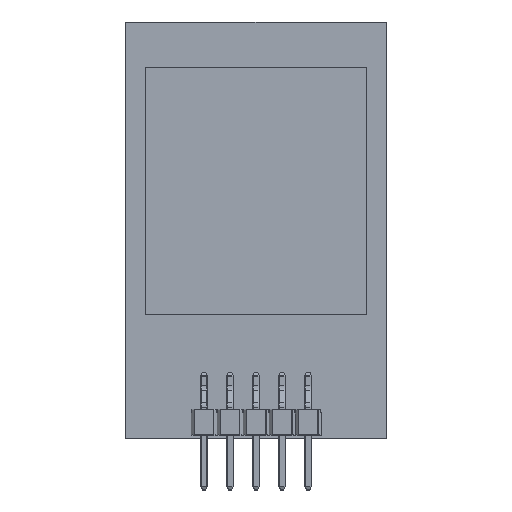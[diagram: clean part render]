
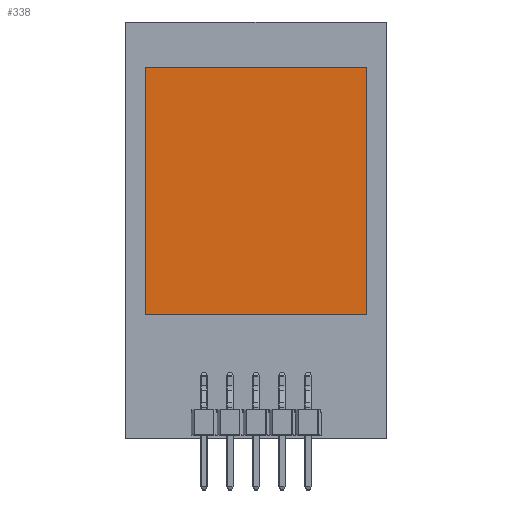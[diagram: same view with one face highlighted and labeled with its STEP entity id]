
A CAD part, top view. The second image highlights one B-rep face of the part: STEP entity #338.
In plain terms, the highlighted free-form (B-spline) face has degree [1, 1] with [2, 2] control points.
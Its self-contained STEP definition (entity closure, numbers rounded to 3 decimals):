
#60 = VERTEX_POINT('',#61);
#61 = CARTESIAN_POINT('',(0.,0.,1.));
#67 = B_SPLINE_SURFACE_WITH_KNOTS('',1,1,(
    (#68,#69)
    ,(#70,#71)),.UNSPECIFIED.,.F.,.F.,.F.,(2,2),(2,2),(0.,1.),(-19.,0.),
  .PIECEWISE_BEZIER_KNOTS.);
#68 = CARTESIAN_POINT('',(0.,19.,0.));
#69 = CARTESIAN_POINT('',(0.,0.,0.));
#70 = CARTESIAN_POINT('',(0.,19.,1.));
#71 = CARTESIAN_POINT('',(0.,0.,1.));
#78 = B_SPLINE_SURFACE_WITH_KNOTS('',1,1,(
    (#79,#80)
    ,(#81,#82)),.UNSPECIFIED.,.F.,.F.,.F.,(2,2),(2,2),(0.,1.),(0.,17.),
  .PIECEWISE_BEZIER_KNOTS.);
#79 = CARTESIAN_POINT('',(0.,0.,0.));
#80 = CARTESIAN_POINT('',(17.,0.,0.));
#81 = CARTESIAN_POINT('',(0.,0.,1.));
#82 = CARTESIAN_POINT('',(17.,0.,1.));
#115 = VERTEX_POINT('',#116);
#116 = CARTESIAN_POINT('',(0.,19.,1.));
#128 = B_SPLINE_SURFACE_WITH_KNOTS('',1,1,(
    (#129,#130)
    ,(#131,#132
  )),.UNSPECIFIED.,.F.,.F.,.F.,(2,2),(2,2),(0.,1.),(0.,17.),
  .PIECEWISE_BEZIER_KNOTS.);
#129 = CARTESIAN_POINT('',(0.,19.,0.));
#130 = CARTESIAN_POINT('',(17.,19.,0.));
#131 = CARTESIAN_POINT('',(0.,19.,1.));
#132 = CARTESIAN_POINT('',(17.,19.,1.));
#139 = EDGE_CURVE('',#60,#115,#140,.T.);
#140 = SURFACE_CURVE('',#141,(#144,#150),.PCURVE_S1.);
#141 = B_SPLINE_CURVE_WITH_KNOTS('',1,(#142,#143),.UNSPECIFIED.,.F.,.F.,
  (2,2),(0.,19.),.PIECEWISE_BEZIER_KNOTS.);
#142 = CARTESIAN_POINT('',(0.,0.,1.));
#143 = CARTESIAN_POINT('',(0.,19.,1.));
#144 = PCURVE('',#67,#145);
#145 = DEFINITIONAL_REPRESENTATION('',(#146),#149);
#146 = B_SPLINE_CURVE_WITH_KNOTS('',1,(#147,#148),.UNSPECIFIED.,.F.,.F.,
  (2,2),(0.,19.),.PIECEWISE_BEZIER_KNOTS.);
#147 = CARTESIAN_POINT('',(1.,0.));
#148 = CARTESIAN_POINT('',(1.,-19.));
#149 = ( GEOMETRIC_REPRESENTATION_CONTEXT(2) 
PARAMETRIC_REPRESENTATION_CONTEXT() REPRESENTATION_CONTEXT('2D SPACE',''
  ) );
#150 = PCURVE('',#151,#156);
#151 = B_SPLINE_SURFACE_WITH_KNOTS('',1,1,(
    (#152,#153)
    ,(#154,#155
    )),.UNSPECIFIED.,.F.,.F.,.F.,(2,2),(2,2),(0.,17.),(0.,19.),
  .PIECEWISE_BEZIER_KNOTS.);
#152 = CARTESIAN_POINT('',(0.,0.,1.));
#153 = CARTESIAN_POINT('',(0.,19.,1.));
#154 = CARTESIAN_POINT('',(17.,0.,1.));
#155 = CARTESIAN_POINT('',(17.,19.,1.));
#156 = DEFINITIONAL_REPRESENTATION('',(#157),#160);
#157 = B_SPLINE_CURVE_WITH_KNOTS('',1,(#158,#159),.UNSPECIFIED.,.F.,.F.,
  (2,2),(0.,19.),.PIECEWISE_BEZIER_KNOTS.);
#158 = CARTESIAN_POINT('',(0.,0.));
#159 = CARTESIAN_POINT('',(0.,19.));
#160 = ( GEOMETRIC_REPRESENTATION_CONTEXT(2) 
PARAMETRIC_REPRESENTATION_CONTEXT() REPRESENTATION_CONTEXT('2D SPACE',''
  ) );
#168 = VERTEX_POINT('',#169);
#169 = CARTESIAN_POINT('',(17.,0.,1.));
#175 = B_SPLINE_SURFACE_WITH_KNOTS('',1,1,(
    (#176,#177)
    ,(#178,#179
    )),.UNSPECIFIED.,.F.,.F.,.F.,(2,2),(2,2),(0.,1.),(-19.,0.),
  .PIECEWISE_BEZIER_KNOTS.);
#176 = CARTESIAN_POINT('',(17.,19.,0.));
#177 = CARTESIAN_POINT('',(17.,0.,0.));
#178 = CARTESIAN_POINT('',(17.,19.,1.));
#179 = CARTESIAN_POINT('',(17.,0.,1.));
#213 = VERTEX_POINT('',#214);
#214 = CARTESIAN_POINT('',(17.,19.,1.));
#232 = EDGE_CURVE('',#168,#213,#233,.T.);
#233 = SURFACE_CURVE('',#234,(#237,#243),.PCURVE_S1.);
#234 = B_SPLINE_CURVE_WITH_KNOTS('',1,(#235,#236),.UNSPECIFIED.,.F.,.F.,
  (2,2),(0.,19.),.PIECEWISE_BEZIER_KNOTS.);
#235 = CARTESIAN_POINT('',(17.,0.,1.));
#236 = CARTESIAN_POINT('',(17.,19.,1.));
#237 = PCURVE('',#175,#238);
#238 = DEFINITIONAL_REPRESENTATION('',(#239),#242);
#239 = B_SPLINE_CURVE_WITH_KNOTS('',1,(#240,#241),.UNSPECIFIED.,.F.,.F.,
  (2,2),(0.,19.),.PIECEWISE_BEZIER_KNOTS.);
#240 = CARTESIAN_POINT('',(1.,0.));
#241 = CARTESIAN_POINT('',(1.,-19.));
#242 = ( GEOMETRIC_REPRESENTATION_CONTEXT(2) 
PARAMETRIC_REPRESENTATION_CONTEXT() REPRESENTATION_CONTEXT('2D SPACE',''
  ) );
#243 = PCURVE('',#151,#244);
#244 = DEFINITIONAL_REPRESENTATION('',(#245),#248);
#245 = B_SPLINE_CURVE_WITH_KNOTS('',1,(#246,#247),.UNSPECIFIED.,.F.,.F.,
  (2,2),(0.,19.),.PIECEWISE_BEZIER_KNOTS.);
#246 = CARTESIAN_POINT('',(17.,0.));
#247 = CARTESIAN_POINT('',(17.,19.));
#248 = ( GEOMETRIC_REPRESENTATION_CONTEXT(2) 
PARAMETRIC_REPRESENTATION_CONTEXT() REPRESENTATION_CONTEXT('2D SPACE',''
  ) );
#272 = EDGE_CURVE('',#60,#168,#273,.T.);
#273 = SURFACE_CURVE('',#274,(#277,#283),.PCURVE_S1.);
#274 = B_SPLINE_CURVE_WITH_KNOTS('',1,(#275,#276),.UNSPECIFIED.,.F.,.F.,
  (2,2),(0.,17.),.PIECEWISE_BEZIER_KNOTS.);
#275 = CARTESIAN_POINT('',(0.,0.,1.));
#276 = CARTESIAN_POINT('',(17.,0.,1.));
#277 = PCURVE('',#78,#278);
#278 = DEFINITIONAL_REPRESENTATION('',(#279),#282);
#279 = B_SPLINE_CURVE_WITH_KNOTS('',1,(#280,#281),.UNSPECIFIED.,.F.,.F.,
  (2,2),(0.,17.),.PIECEWISE_BEZIER_KNOTS.);
#280 = CARTESIAN_POINT('',(1.,0.));
#281 = CARTESIAN_POINT('',(1.,17.));
#282 = ( GEOMETRIC_REPRESENTATION_CONTEXT(2) 
PARAMETRIC_REPRESENTATION_CONTEXT() REPRESENTATION_CONTEXT('2D SPACE',''
  ) );
#283 = PCURVE('',#151,#284);
#284 = DEFINITIONAL_REPRESENTATION('',(#285),#288);
#285 = B_SPLINE_CURVE_WITH_KNOTS('',1,(#286,#287),.UNSPECIFIED.,.F.,.F.,
  (2,2),(0.,17.),.PIECEWISE_BEZIER_KNOTS.);
#286 = CARTESIAN_POINT('',(0.,0.));
#287 = CARTESIAN_POINT('',(17.,0.));
#288 = ( GEOMETRIC_REPRESENTATION_CONTEXT(2) 
PARAMETRIC_REPRESENTATION_CONTEXT() REPRESENTATION_CONTEXT('2D SPACE',''
  ) );
#313 = EDGE_CURVE('',#115,#213,#314,.T.);
#314 = SURFACE_CURVE('',#315,(#318,#324),.PCURVE_S1.);
#315 = B_SPLINE_CURVE_WITH_KNOTS('',1,(#316,#317),.UNSPECIFIED.,.F.,.F.,
  (2,2),(0.,17.),.PIECEWISE_BEZIER_KNOTS.);
#316 = CARTESIAN_POINT('',(0.,19.,1.));
#317 = CARTESIAN_POINT('',(17.,19.,1.));
#318 = PCURVE('',#128,#319);
#319 = DEFINITIONAL_REPRESENTATION('',(#320),#323);
#320 = B_SPLINE_CURVE_WITH_KNOTS('',1,(#321,#322),.UNSPECIFIED.,.F.,.F.,
  (2,2),(0.,17.),.PIECEWISE_BEZIER_KNOTS.);
#321 = CARTESIAN_POINT('',(1.,0.));
#322 = CARTESIAN_POINT('',(1.,17.));
#323 = ( GEOMETRIC_REPRESENTATION_CONTEXT(2) 
PARAMETRIC_REPRESENTATION_CONTEXT() REPRESENTATION_CONTEXT('2D SPACE',''
  ) );
#324 = PCURVE('',#151,#325);
#325 = DEFINITIONAL_REPRESENTATION('',(#326),#329);
#326 = B_SPLINE_CURVE_WITH_KNOTS('',1,(#327,#328),.UNSPECIFIED.,.F.,.F.,
  (2,2),(0.,17.),.PIECEWISE_BEZIER_KNOTS.);
#327 = CARTESIAN_POINT('',(0.,19.));
#328 = CARTESIAN_POINT('',(17.,19.));
#329 = ( GEOMETRIC_REPRESENTATION_CONTEXT(2) 
PARAMETRIC_REPRESENTATION_CONTEXT() REPRESENTATION_CONTEXT('2D SPACE',''
  ) );
#338 = ADVANCED_FACE('',(#339),#151,.T.);
#339 = FACE_BOUND('',#340,.T.);
#340 = EDGE_LOOP('',(#341,#342,#343,#344));
#341 = ORIENTED_EDGE('',*,*,#139,.F.);
#342 = ORIENTED_EDGE('',*,*,#272,.T.);
#343 = ORIENTED_EDGE('',*,*,#232,.T.);
#344 = ORIENTED_EDGE('',*,*,#313,.F.);
